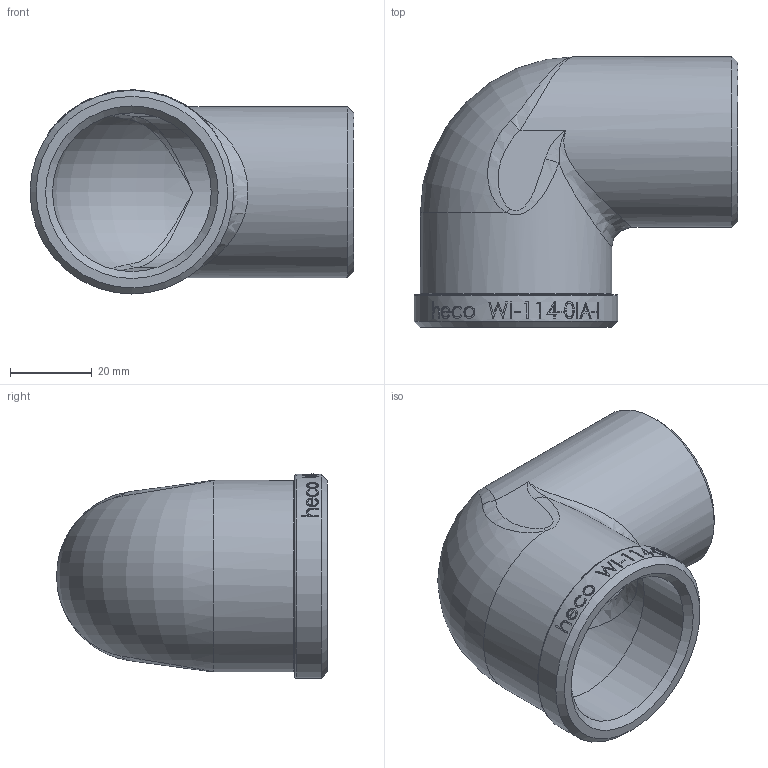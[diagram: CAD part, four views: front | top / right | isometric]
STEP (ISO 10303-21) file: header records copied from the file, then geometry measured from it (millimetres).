
FILE_DESCRIPTION (( 'STEP AP214' ), '1' );
FILE_NAME ('heco_WI-114-0IA-I.STEP', '2015-11-03T10:08:49', ( 'test' ), ( '' ), 'SwSTEP 2.0', 'SolidWorks 2011', '' );
FILE_SCHEMA (( 'AUTOMOTIVE_DESIGN' ));
Length unit declared in the file: millimetre
Products named in the file (1): heco_WI-114-0IA-I
Bounding box: 79.5 x 66.45 x 50.1 mm (x, y, z)
Volume: 35727.2 mm3; surface area: 25608.4 mm2
Topology: 1 solids, 1 shells, 194 faces, 488 edges, 312 vertices
Faces by surface type: bspline 83, plane 74, cylinder 28, cone 5, torus 4
Full cylindrical faces by diameter (mm): 34 x1, 37.51 x1, 38.952 x1, 41.91 x1, 42.6 x1, 47 x1, 50 x1
Entity records: 16924 total; most frequent: CARTESIAN_POINT 10916, ORIENTED_EDGE 922, DIRECTION 521, EDGE_CURVE 461, VERTEX_POINT 307, B_SPLINE_CURVE_WITH_KNOTS 257, EDGE_LOOP 234, AXIS2_PLACEMENT_3D 209
